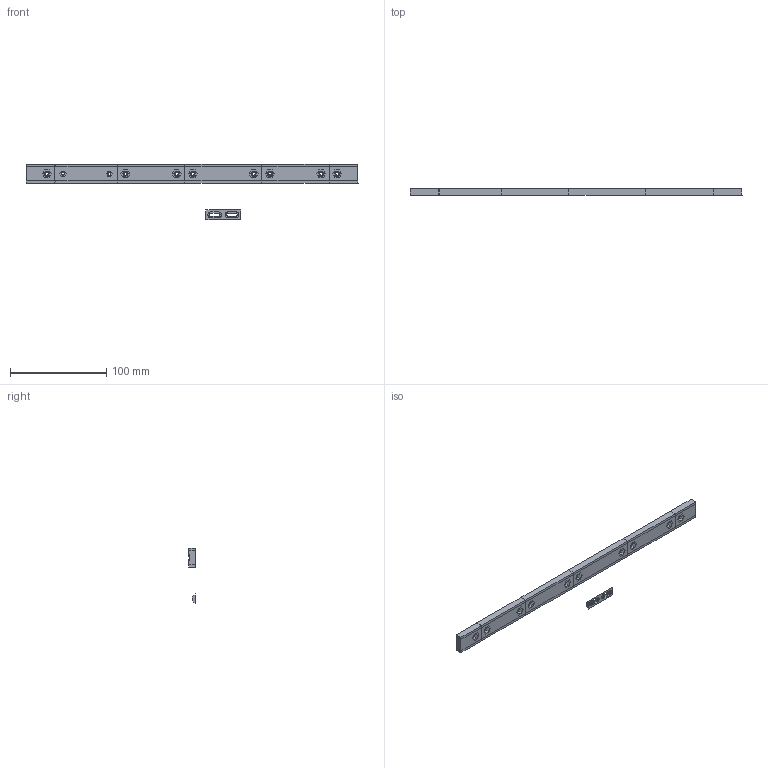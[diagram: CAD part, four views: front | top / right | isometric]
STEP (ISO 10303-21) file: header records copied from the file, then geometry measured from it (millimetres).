
FILE_DESCRIPTION(/* description */ (''),/* implementation_level */ '2;1');
FILE_NAME(/* name */ 'Links.step',/* time_stamp */ '2024-10-23T10:47:49-06:00',/* author */ (''),/* organization */ (''),/* preprocessor_version */ 'ST-DEVELOPER v20',/* originating_system */ 'Autodesk Translation Framework v13.20.0.188',/* authorisation */ '');
FILE_SCHEMA (('AUTOMOTIVE_DESIGN { 1 0 10303 214 3 1 1 }'));
Length unit declared in the file: millimetre
Products named in the file (16): Bottom Link; 2020 (2); end_x2; 60_to_60; 80_to_80; 60_to_80; 80_to_60; end; 1515 (2); end_x2 (1); 60_to_60 (1); 80_to_80 (1); 60_to_80 (1); 80_to_60 (1); end (1); Rear
Assembly tree (15 placements, depth 3):
  Bottom Link
    2020 (2)
      end_x2
      60_to_60
      80_to_80
      60_to_80
      80_to_60
      end
    1515 (2)
      end_x2 (1)
      60_to_60 (1)
      80_to_80 (1)
      60_to_80 (1)
      80_to_60 (1)
      end (1)
    Rear
Bounding box: 345 x 6.88 x 57.4 mm (x, y, z)
Volume: 73003.4 mm3; surface area: 38940.1 mm2
Topology: 13 solids, 13 shells, 413 faces, 1121 edges, 736 vertices
Faces by surface type: plane 367, cylinder 46
Full cylindrical faces by diameter (mm): 3.2 x10, 5.3 x10
Entity records: 13450 total; most frequent: CARTESIAN_POINT 2301, ORIENTED_EDGE 2242, DIRECTION 2204, EDGE_CURVE 1121, LINE 926, VECTOR 926, VERTEX_POINT 736, AXIS2_PLACEMENT_3D 639
